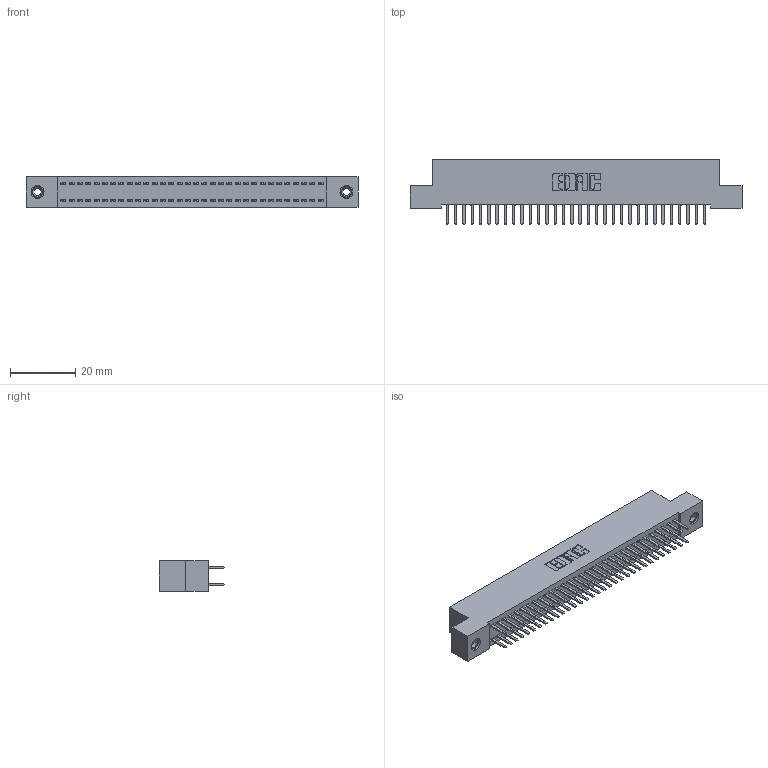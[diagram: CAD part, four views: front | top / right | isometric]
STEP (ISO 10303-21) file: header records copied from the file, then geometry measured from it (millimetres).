
FILE_DESCRIPTION (( 'STEP AP203' ), '1' );
FILE_NAME ('342-064-520-208.STEP', '2018-08-13T07:11:05', ( '' ), ( '' ), 'SwSTEP 2.0', 'SolidWorks 2016', '' );
FILE_SCHEMA (( 'CONFIG_CONTROL_DESIGN' ));
Length unit declared in the file: inch
Products named in the file (4): 345-250-001_345-250-003-102; 342-064-520-208; 342 Part_TI; 345-292-001_345-293-120
Assembly tree (67 placements, depth 2):
  342-064-520-208
    342 Part_TI
    345-292-001_345-293-120  x64
    345-250-001_345-250-003-102  x2
Bounding box: 101.6 x 20.02 x 9.4 mm (x, y, z)
Volume: 9047.6 mm3; surface area: 14424.7 mm2
Topology: 67 solids, 67 shells, 3754 faces, 10867 edges, 7066 vertices
Faces by surface type: plane 2530, cylinder 1208, cone 12, torus 4
Entity records: 23048 total; most frequent: CARTESIAN_POINT 3825, ORIENTED_EDGE 3742, DIRECTION 3305, EDGE_CURVE 1871, VECTOR 1719, LINE 1719, VERTEX_POINT 1240, AXIS2_PLACEMENT_3D 793
